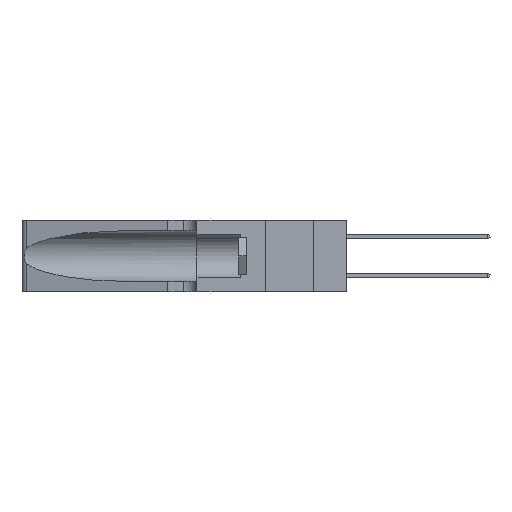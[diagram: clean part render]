
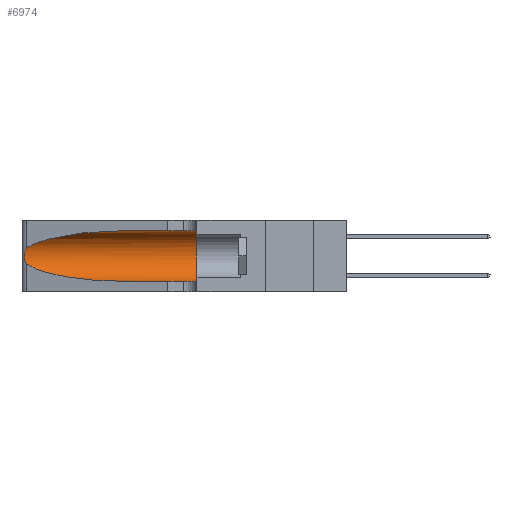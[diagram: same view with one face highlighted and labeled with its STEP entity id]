
A CAD part, left-side view. The second image highlights one B-rep face of the part: STEP entity #6974.
In plain terms, the highlighted cylindrical face has radius 3.308 mm (diameter 6.617 mm), a partial arc.
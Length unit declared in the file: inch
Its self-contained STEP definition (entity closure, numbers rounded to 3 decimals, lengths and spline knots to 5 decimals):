
#716 = CARTESIAN_POINT ( 'NONE',  ( 0.25787, 1.23484, 0.2124 ) ) ;
#792 = EDGE_CURVE ( 'NONE', #35869, #2900, #35636, .T. ) ;
#1479 = CARTESIAN_POINT ( 'NONE',  ( 0.1305, 1.61858, 0.185 ) ) ;
#2533 = CIRCLE ( 'NONE', #19817, 0.13025 ) ;
#2844 = CARTESIAN_POINT ( 'NONE',  ( 0.1305, 0.72297, 0.05475 ) ) ;
#2900 = VERTEX_POINT ( 'NONE', #35134 ) ;
#3777 = ORIENTED_EDGE ( 'NONE', *, *, #792, .T. ) ;
#3975 = CARTESIAN_POINT ( 'NONE',  ( 0.1305, 0.72297, 0.31525 ) ) ;
#4015 = CARTESIAN_POINT ( 'NONE',  ( 0.26018, 1.23835, 0.19895 ) ) ;
#4819 = CARTESIAN_POINT ( 'NONE',  ( 0.1305, 0.35, 0.185 ) ) ;
#6974 = ADVANCED_FACE ( 'NONE', ( #34150 ), #8950, .F. ) ;
#7317 = CARTESIAN_POINT ( 'NONE',  ( 0.26075, 1.23896, 0.178 ) ) ;
#8112 = DIRECTION ( 'NONE',  ( 0., 0., 1. ) ) ;
#8241 = CARTESIAN_POINT ( 'NONE',  ( 0.25487, 1.22718, 0.22369 ) ) ;
#8950 = CYLINDRICAL_SURFACE ( 'NONE', #28440, 0.13025 ) ;
#10547 = CARTESIAN_POINT ( 'NONE',  ( 0.25856, 1.23593, 0.16098 ) ) ;
#10705 = EDGE_CURVE ( 'NONE', #36700, #2900, #2533, .T. ) ;
#11144 = CARTESIAN_POINT ( 'NONE',  ( 0.2373, 1.15595, 0.28018 ) ) ;
#13361 =( BOUNDED_CURVE ( )  B_SPLINE_CURVE ( 3, ( #23726, #20561, #11144, #33216 ),
 .UNSPECIFIED., .F., .F. ) 
 B_SPLINE_CURVE_WITH_KNOTS ( ( 4, 4 ),
 ( 1.5708, 2.84003 ),
 .UNSPECIFIED. ) 
 CURVE ( )  GEOMETRIC_REPRESENTATION_ITEM ( )  RATIONAL_B_SPLINE_CURVE ( ( 1., 0.87, 0.87, 1. ) ) 
 REPRESENTATION_ITEM ( '' )  );
#13748 = CARTESIAN_POINT ( 'NONE',  ( 0.25639, 1.23186, 0.15144 ) ) ;
#15801 = EDGE_CURVE ( 'NONE', #22844, #36700, #32153, .T. ) ;
#16947 = CARTESIAN_POINT ( 'NONE',  ( 0.25487, 1.22718, 0.14631 ) ) ;
#17475 = EDGE_CURVE ( 'NONE', #21071, #27368, #31018, .T. ) ;
#19817 = AXIS2_PLACEMENT_3D ( 'NONE', #4819, #27070, #8112 ) ;
#19870 = ORIENTED_EDGE ( 'NONE', *, *, #17475, .T. ) ;
#19982 = CARTESIAN_POINT ( 'NONE',  ( 0.25487, 1.22718, 0.22369 ) ) ;
#20561 = CARTESIAN_POINT ( 'NONE',  ( 0.18966, 0.96281, 0.31525 ) ) ;
#20696 = DIRECTION ( 'NONE',  ( 0., 0., -1. ) ) ;
#20703 =( BOUNDED_CURVE ( )  B_SPLINE_CURVE ( 3, ( #37672, #40794, #21999, #2844 ),
 .UNSPECIFIED., .F., .F. ) 
 B_SPLINE_CURVE_WITH_KNOTS ( ( 4, 4 ),
 ( 3.44316, 4.71239 ),
 .UNSPECIFIED. ) 
 CURVE ( )  GEOMETRIC_REPRESENTATION_ITEM ( )  RATIONAL_B_SPLINE_CURVE ( ( 1., 0.87, 0.87, 1. ) ) 
 REPRESENTATION_ITEM ( '' )  );
#21071 = VERTEX_POINT ( 'NONE', #8241 ) ;
#21999 = CARTESIAN_POINT ( 'NONE',  ( 0.18966, 0.96281, 0.05475 ) ) ;
#22710 = ORIENTED_EDGE ( 'NONE', *, *, #10705, .F. ) ;
#22844 = VERTEX_POINT ( 'NONE', #3975 ) ;
#23138 = CARTESIAN_POINT ( 'NONE',  ( 0.25854, 1.2359, 0.20912 ) ) ;
#23726 = CARTESIAN_POINT ( 'NONE',  ( 0.1305, 0.72297, 0.31525 ) ) ;
#23802 = VECTOR ( 'NONE', #33252, 39.37008 ) ;
#23863 = DIRECTION ( 'NONE',  ( 0., -1., 0. ) ) ;
#24115 = ORIENTED_EDGE ( 'NONE', *, *, #15801, .F. ) ;
#25414 = DIRECTION ( 'NONE',  ( 0., -1., 0. ) ) ;
#25475 = EDGE_LOOP ( 'NONE', ( #31831, #19870, #35743, #3777, #22710, #24115 ) ) ;
#26301 = CARTESIAN_POINT ( 'NONE',  ( 0.26075, 1.23896, 0.19203 ) ) ;
#27070 = DIRECTION ( 'NONE',  ( 0., 1., 0. ) ) ;
#27261 = VECTOR ( 'NONE', #25414, 39.37008 ) ;
#27368 = VERTEX_POINT ( 'NONE', #32619 ) ;
#28440 = AXIS2_PLACEMENT_3D ( 'NONE', #1479, #23863, #20696 ) ;
#29455 = CARTESIAN_POINT ( 'NONE',  ( 0.26017, 1.23833, 0.17102 ) ) ;
#30066 = CARTESIAN_POINT ( 'NONE',  ( 0.1305, 1.61858, 0.31525 ) ) ;
#31018 = B_SPLINE_CURVE_WITH_KNOTS ( 'NONE', 3,
 ( #19982, #38779, #35666, #716, #23138, #4015, #26301, #7317, #29455, #10547, #32624, #13748, #35795, #16947 ),
 .UNSPECIFIED., .F., .F.,
 ( 4, 2, 2, 2, 2, 2, 4 ),
 ( 0., 0.00027, 0.00053, 0.00107, 0.0016, 0.00187, 0.00214 ),
 .UNSPECIFIED. ) ;
#31786 = CARTESIAN_POINT ( 'NONE',  ( 0.1305, 0.35, 0.31525 ) ) ;
#31831 = ORIENTED_EDGE ( 'NONE', *, *, #36322, .T. ) ;
#32153 = LINE ( 'NONE', #30066, #23802 ) ;
#32619 = CARTESIAN_POINT ( 'NONE',  ( 0.25487, 1.22718, 0.14631 ) ) ;
#32624 = CARTESIAN_POINT ( 'NONE',  ( 0.25789, 1.23486, 0.15765 ) ) ;
#33216 = CARTESIAN_POINT ( 'NONE',  ( 0.25487, 1.22718, 0.22369 ) ) ;
#33252 = DIRECTION ( 'NONE',  ( 0., -1., 0. ) ) ;
#34150 = FACE_OUTER_BOUND ( 'NONE', #25475, .T. ) ;
#34785 = CARTESIAN_POINT ( 'NONE',  ( 0.1305, 1.61858, 0.05475 ) ) ;
#34888 = EDGE_CURVE ( 'NONE', #27368, #35869, #20703, .T. ) ;
#35134 = CARTESIAN_POINT ( 'NONE',  ( 0.1305, 0.35, 0.05475 ) ) ;
#35636 = LINE ( 'NONE', #34785, #27261 ) ;
#35666 = CARTESIAN_POINT ( 'NONE',  ( 0.25639, 1.23184, 0.21858 ) ) ;
#35743 = ORIENTED_EDGE ( 'NONE', *, *, #34888, .T. ) ;
#35795 = CARTESIAN_POINT ( 'NONE',  ( 0.25555, 1.22993, 0.14849 ) ) ;
#35869 = VERTEX_POINT ( 'NONE', #37368 ) ;
#36322 = EDGE_CURVE ( 'NONE', #22844, #21071, #13361, .T. ) ;
#36700 = VERTEX_POINT ( 'NONE', #31786 ) ;
#37368 = CARTESIAN_POINT ( 'NONE',  ( 0.1305, 0.72297, 0.05475 ) ) ;
#37672 = CARTESIAN_POINT ( 'NONE',  ( 0.25487, 1.22718, 0.14631 ) ) ;
#38779 = CARTESIAN_POINT ( 'NONE',  ( 0.25555, 1.22994, 0.2215 ) ) ;
#40794 = CARTESIAN_POINT ( 'NONE',  ( 0.2373, 1.15595, 0.08982 ) ) ;
